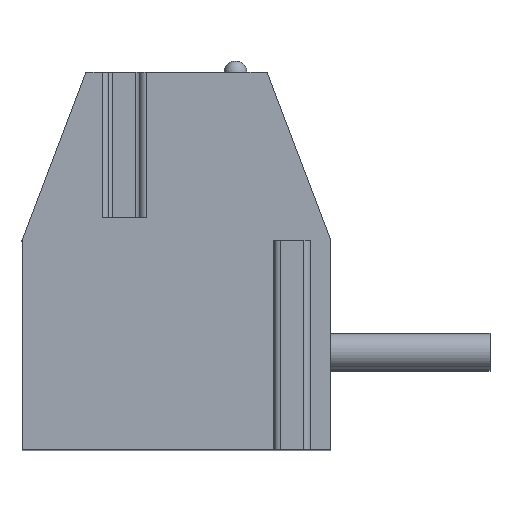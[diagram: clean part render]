
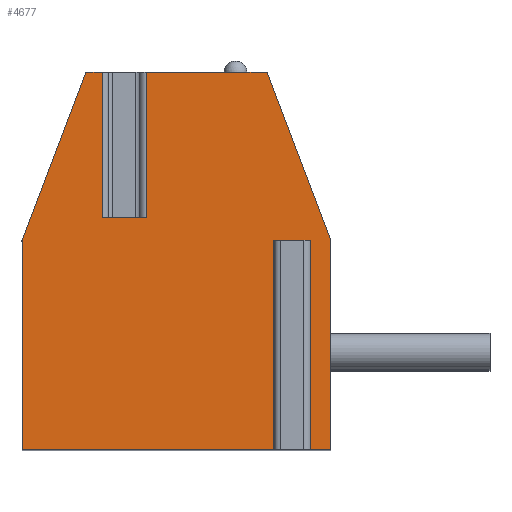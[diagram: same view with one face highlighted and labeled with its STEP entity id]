
A CAD part, top view. The second image highlights one B-rep face of the part: STEP entity #4677.
In plain terms, the highlighted planar face has unit normal (0, 0, 1).
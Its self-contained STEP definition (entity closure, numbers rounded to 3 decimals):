
#14=DIRECTION('',(0.,1.,0.));
#15=VECTOR('',#14,3.2);
#16=CARTESIAN_POINT('',(-1.636,1.,20.955));
#17=LINE('',#16,#15);
#18=DIRECTION('',(1.,0.,0.));
#19=VECTOR('',#18,0.972);
#20=CARTESIAN_POINT('',(-1.636,1.,20.955));
#21=LINE('',#20,#19);
#22=DIRECTION('',(0.,1.,0.));
#23=VECTOR('',#22,3.2);
#24=CARTESIAN_POINT('',(-0.664,1.,20.955));
#25=LINE('',#24,#23);
#26=DIRECTION('',(-1.,0.,0.));
#27=VECTOR('',#26,2.659);
#28=CARTESIAN_POINT('',(1.995,4.2,20.955));
#29=LINE('',#28,#27);
#30=DIRECTION('',(-0.355,0.935,0.));
#31=VECTOR('',#30,3.958);
#32=CARTESIAN_POINT('',(3.4,0.5,20.955));
#33=LINE('',#32,#31);
#34=DIRECTION('',(0.,1.,0.));
#35=VECTOR('',#34,4.6);
#36=CARTESIAN_POINT('',(3.4,-4.1,20.955));
#37=LINE('',#36,#35);
#38=DIRECTION('',(1.,0.,0.));
#39=VECTOR('',#38,0.625);
#40=CARTESIAN_POINT('',(2.775,-4.1,20.955));
#41=LINE('',#40,#39);
#42=DIRECTION('',(0.,1.,0.));
#43=VECTOR('',#42,4.6);
#44=CARTESIAN_POINT('',(2.775,-4.1,20.955));
#45=LINE('',#44,#43);
#46=DIRECTION('',(-1.,0.,0.));
#47=VECTOR('',#46,0.45);
#48=CARTESIAN_POINT('',(2.775,0.5,20.955));
#49=LINE('',#48,#47);
#50=DIRECTION('',(0.,1.,0.));
#51=VECTOR('',#50,4.6);
#52=CARTESIAN_POINT('',(2.325,-4.1,20.955));
#53=LINE('',#52,#51);
#54=DIRECTION('',(1.,0.,0.));
#55=VECTOR('',#54,5.725);
#56=CARTESIAN_POINT('',(-3.4,-4.1,20.955));
#57=LINE('',#56,#55);
#58=DIRECTION('',(0.,-1.,0.));
#59=VECTOR('',#58,4.6);
#60=CARTESIAN_POINT('',(-3.4,0.5,20.955));
#61=LINE('',#60,#59);
#62=DIRECTION('',(-0.355,-0.935,0.));
#63=VECTOR('',#62,3.958);
#64=CARTESIAN_POINT('',(-1.995,4.2,20.955));
#65=LINE('',#64,#63);
#66=DIRECTION('',(-1.,0.,0.));
#67=VECTOR('',#66,0.359);
#68=CARTESIAN_POINT('',(-1.636,4.2,20.955));
#69=LINE('',#68,#67);
#3676=CARTESIAN_POINT('',(-1.995,4.2,20.955));
#3677=CARTESIAN_POINT('',(-3.4,0.5,20.955));
#3678=VERTEX_POINT('',#3676);
#3679=VERTEX_POINT('',#3677);
#3680=CARTESIAN_POINT('',(-3.4,-4.1,20.955));
#3681=VERTEX_POINT('',#3680);
#3682=CARTESIAN_POINT('',(3.4,-4.1,20.955));
#3683=CARTESIAN_POINT('',(3.4,0.5,20.955));
#3684=VERTEX_POINT('',#3682);
#3685=VERTEX_POINT('',#3683);
#3686=CARTESIAN_POINT('',(1.995,4.2,20.955));
#3687=VERTEX_POINT('',#3686);
#3724=CARTESIAN_POINT('',(2.775,0.5,20.955));
#3725=CARTESIAN_POINT('',(2.325,0.5,20.955));
#3726=VERTEX_POINT('',#3724);
#3727=VERTEX_POINT('',#3725);
#3728=CARTESIAN_POINT('',(2.325,-4.1,20.955));
#3729=VERTEX_POINT('',#3728);
#3730=CARTESIAN_POINT('',(2.775,-4.1,20.955));
#3731=VERTEX_POINT('',#3730);
#3792=CARTESIAN_POINT('',(-1.636,1.,20.955));
#3793=CARTESIAN_POINT('',(-1.636,4.2,20.955));
#3794=VERTEX_POINT('',#3792);
#3795=VERTEX_POINT('',#3793);
#3796=CARTESIAN_POINT('',(-0.664,1.,20.955));
#3797=CARTESIAN_POINT('',(-0.664,4.2,20.955));
#3798=VERTEX_POINT('',#3796);
#3799=VERTEX_POINT('',#3797);
#4642=CARTESIAN_POINT('',(0.,0.,20.955));
#4643=DIRECTION('',(0.,0.,1.));
#4644=DIRECTION('',(1.,0.,0.));
#4645=AXIS2_PLACEMENT_3D('',#4642,#4643,#4644);
#4646=PLANE('',#4645);
#4648=ORIENTED_EDGE('',*,*,#4647,.F.);
#4650=ORIENTED_EDGE('',*,*,#4649,.T.);
#4652=ORIENTED_EDGE('',*,*,#4651,.T.);
#4654=ORIENTED_EDGE('',*,*,#4653,.F.);
#4656=ORIENTED_EDGE('',*,*,#4655,.F.);
#4658=ORIENTED_EDGE('',*,*,#4657,.F.);
#4660=ORIENTED_EDGE('',*,*,#4659,.F.);
#4662=ORIENTED_EDGE('',*,*,#4661,.T.);
#4664=ORIENTED_EDGE('',*,*,#4663,.T.);
#4666=ORIENTED_EDGE('',*,*,#4665,.F.);
#4668=ORIENTED_EDGE('',*,*,#4667,.F.);
#4670=ORIENTED_EDGE('',*,*,#4669,.F.);
#4672=ORIENTED_EDGE('',*,*,#4671,.F.);
#4674=ORIENTED_EDGE('',*,*,#4673,.F.);
#4675=EDGE_LOOP('',(#4648,#4650,#4652,#4654,#4656,#4658,#4660,#4662,#4664,#4666,
#4668,#4670,#4672,#4674));
#4676=FACE_OUTER_BOUND('',#4675,.F.);
#4647=EDGE_CURVE('',#3794,#3795,#17,.T.);
#4649=EDGE_CURVE('',#3794,#3798,#21,.T.);
#4651=EDGE_CURVE('',#3798,#3799,#25,.T.);
#4653=EDGE_CURVE('',#3687,#3799,#29,.T.);
#4655=EDGE_CURVE('',#3685,#3687,#33,.T.);
#4657=EDGE_CURVE('',#3684,#3685,#37,.T.);
#4659=EDGE_CURVE('',#3731,#3684,#41,.T.);
#4661=EDGE_CURVE('',#3731,#3726,#45,.T.);
#4663=EDGE_CURVE('',#3726,#3727,#49,.T.);
#4665=EDGE_CURVE('',#3729,#3727,#53,.T.);
#4667=EDGE_CURVE('',#3681,#3729,#57,.T.);
#4669=EDGE_CURVE('',#3679,#3681,#61,.T.);
#4671=EDGE_CURVE('',#3678,#3679,#65,.T.);
#4673=EDGE_CURVE('',#3795,#3678,#69,.T.);
#4677=ADVANCED_FACE('',(#4676),#4646,.T.);
